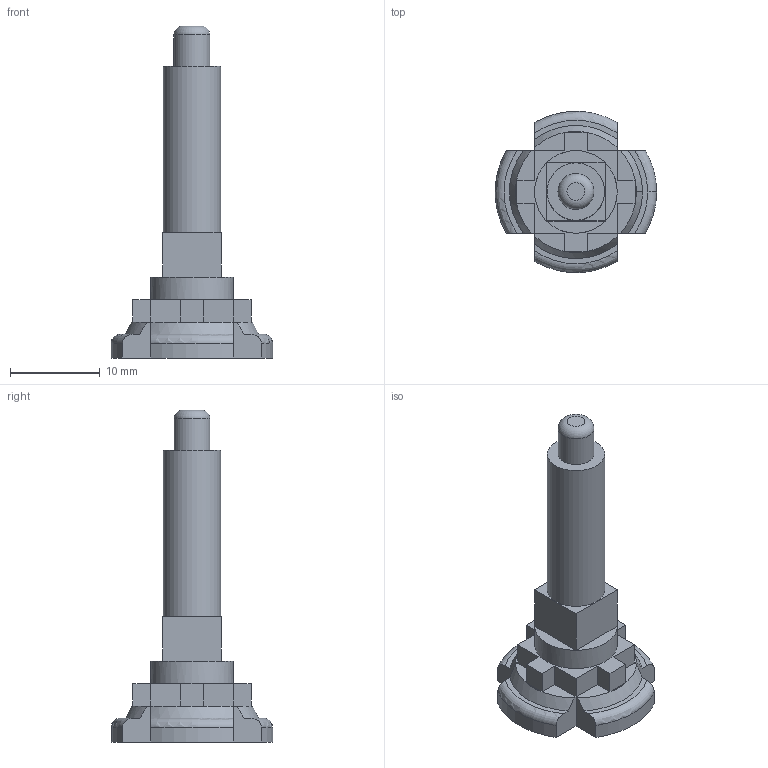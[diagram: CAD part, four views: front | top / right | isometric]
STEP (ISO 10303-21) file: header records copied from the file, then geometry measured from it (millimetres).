
FILE_DESCRIPTION(('FreeCAD Model'),'2;1');
FILE_NAME('Open CASCADE Shape Model','2021-04-23T19:14:22',('Author'),( ''),'Open CASCADE STEP processor 7.5','FreeCAD','Unknown');
FILE_SCHEMA(('AUTOMOTIVE_DESIGN { 1 0 10303 214 1 1 1 1 }'));
Length unit declared in the file: millimetre
Products named in the file (1): Fusion001
Bounding box: 17.97 x 17.95 x 37 mm (x, y, z)
Volume: 1967.7 mm3; surface area: 1476.6 mm2
Topology: 1 solids, 1 shells, 68 faces, 171 edges, 111 vertices
Faces by surface type: plane 48, cylinder 9, torus 6, cone 5
Full cylindrical faces by diameter (mm): 4 x1, 5 x1, 6.4 x1, 9 x1, 9.2 x1
Entity records: 6707 total; most frequent: CARTESIAN_POINT 3319, DIRECTION 606, ORIENTED_EDGE 342, PCURVE 342, DEFINITIONAL_REPRESENTATION 342, LINE 337, VECTOR 337, EDGE_CURVE 171
